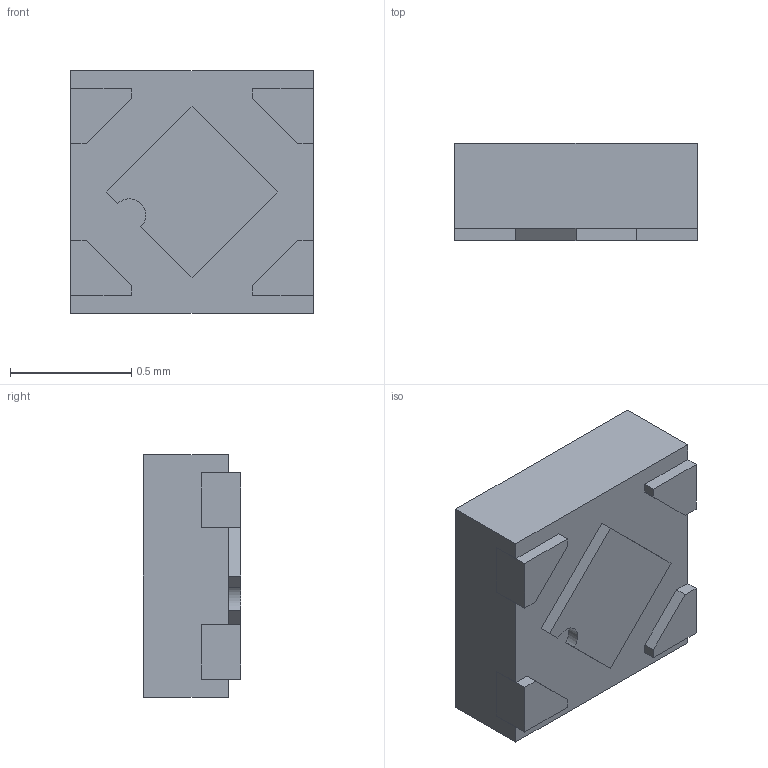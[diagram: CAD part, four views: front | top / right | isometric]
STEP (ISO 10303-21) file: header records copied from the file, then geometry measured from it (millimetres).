
FILE_DESCRIPTION (( 'STEP AP214' ), '1' );
FILE_NAME ('RT9080-33GQZ.STEP', '2020-02-28T11:49:59', ( '' ), ( '' ), 'SwSTEP 2.0', 'SolidWorks 2017', '' );
FILE_SCHEMA (( 'AUTOMOTIVE_DESIGN' ));
Length unit declared in the file: millimetre
Products named in the file (1): RT9080-33GQZ
Bounding box: 1 x 0.4 x 1 mm (x, y, z)
Volume: 0.4 mm3; surface area: 5.5 mm2
Topology: 7 solids, 7 shells, 76 faces, 180 edges, 120 vertices
Faces by surface type: plane 70, cylinder 6
Entity records: 2244 total; most frequent: CARTESIAN_POINT 377, ORIENTED_EDGE 360, DIRECTION 346, EDGE_CURVE 180, VECTOR 168, LINE 168, VERTEX_POINT 120, AXIS2_PLACEMENT_3D 89
